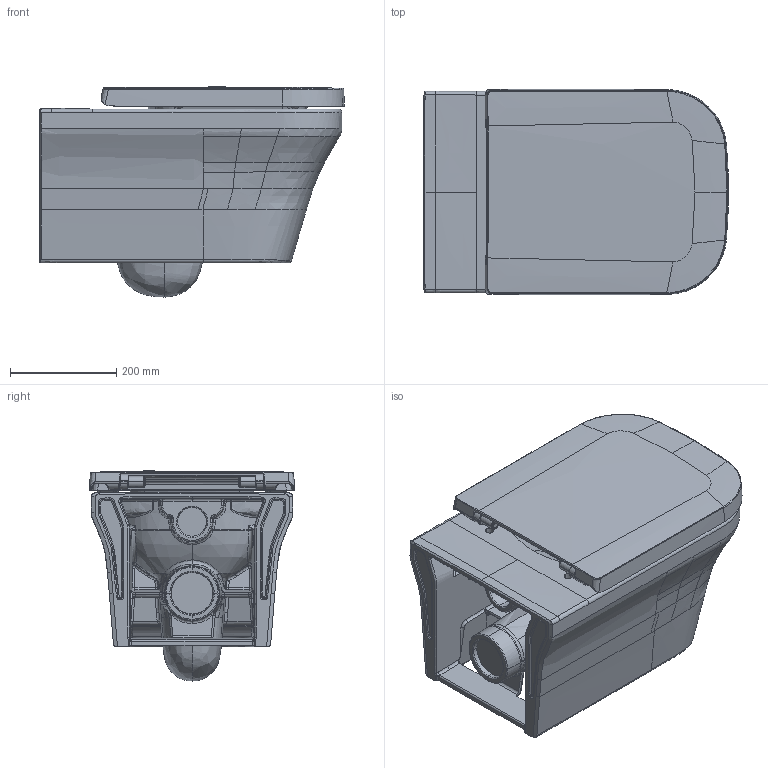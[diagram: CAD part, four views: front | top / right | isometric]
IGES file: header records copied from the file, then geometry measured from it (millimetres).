
Global section: file name: No Iges File Name specified; native system: Autodesk Inventor 2011; preprocessor: AutoDesk Inventor Iges Exporter R2011; author: Administrator; date: 20150618.133307; units: millimetre
Bounding box: 574.63 x 387.21 x 396.17 mm (x, y, z)
Volume: 23611643.3 mm3; surface area: 2073677.1 mm2
Topology: 13 solids, 13 shells, 2674 faces, 6797 edges, 4103 vertices
Faces by surface type: bspline 1020, plane 672, revolution 503, cylinder 191, torus 147, cone 117, sphere 24
